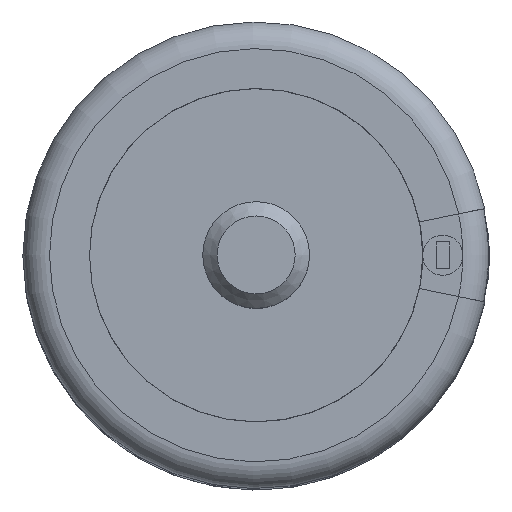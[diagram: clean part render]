
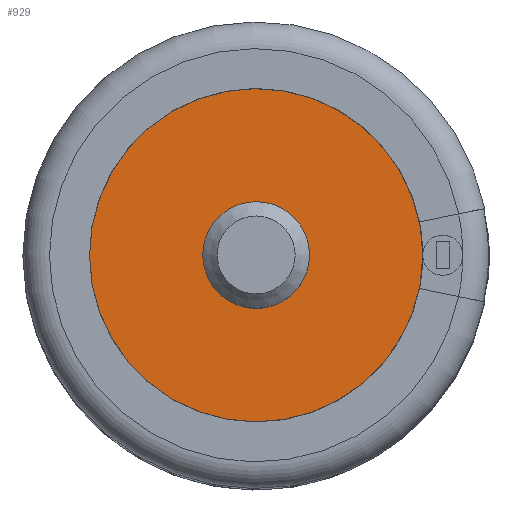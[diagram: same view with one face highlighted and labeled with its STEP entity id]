
A CAD part, top view. The second image highlights one B-rep face of the part: STEP entity #929.
In plain terms, the highlighted planar face has unit normal (0, 0, 1).
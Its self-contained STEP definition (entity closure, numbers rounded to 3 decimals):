
#929 = ADVANCED_FACE( '', ( #2140, #2141 ), #2142, .F. );
#2140 = FACE_BOUND( '', #5790, .T. );
#2141 = FACE_OUTER_BOUND( '', #5791, .T. );
#2142 = PLANE( '', #5792 );
#5790 = EDGE_LOOP( '', ( #12602 ) );
#5791 = EDGE_LOOP( '', ( #12603 ) );
#5792 = AXIS2_PLACEMENT_3D( '', #12604, #12605, #12606 );
#12602 = ORIENTED_EDGE( '', *, *, #16101, .T. );
#12603 = ORIENTED_EDGE( '', *, *, #16102, .F. );
#12604 = CARTESIAN_POINT( '', ( 0., 0., 65.8 ) );
#12605 = DIRECTION( '', ( 0., 0., -1. ) );
#12606 = DIRECTION( '', ( -1., 0., 0. ) );
#16101 = EDGE_CURVE( '', #18246, #18246, #18247, .T. );
#16102 = EDGE_CURVE( '', #18248, #18248, #18249, .T. );
#18246 = VERTEX_POINT( '', #22592 );
#18247 = CIRCLE( '', #22593, 4. );
#18248 = VERTEX_POINT( '', #22594 );
#18249 = CIRCLE( '', #22595, 12.5 );
#22592 = CARTESIAN_POINT( '', ( -4., 0., 65.8 ) );
#22593 = AXIS2_PLACEMENT_3D( '', #26610, #26611, #26612 );
#22594 = CARTESIAN_POINT( '', ( -12.5, 0., 65.8 ) );
#22595 = AXIS2_PLACEMENT_3D( '', #26613, #26614, #26615 );
#26610 = CARTESIAN_POINT( '', ( 0., 0., 65.8 ) );
#26611 = DIRECTION( '', ( 0., 0., -1. ) );
#26612 = DIRECTION( '', ( -1., 0., 0. ) );
#26613 = CARTESIAN_POINT( '', ( 0., 0., 65.8 ) );
#26614 = DIRECTION( '', ( 0., 0., -1. ) );
#26615 = DIRECTION( '', ( -1., 0., 0. ) );
